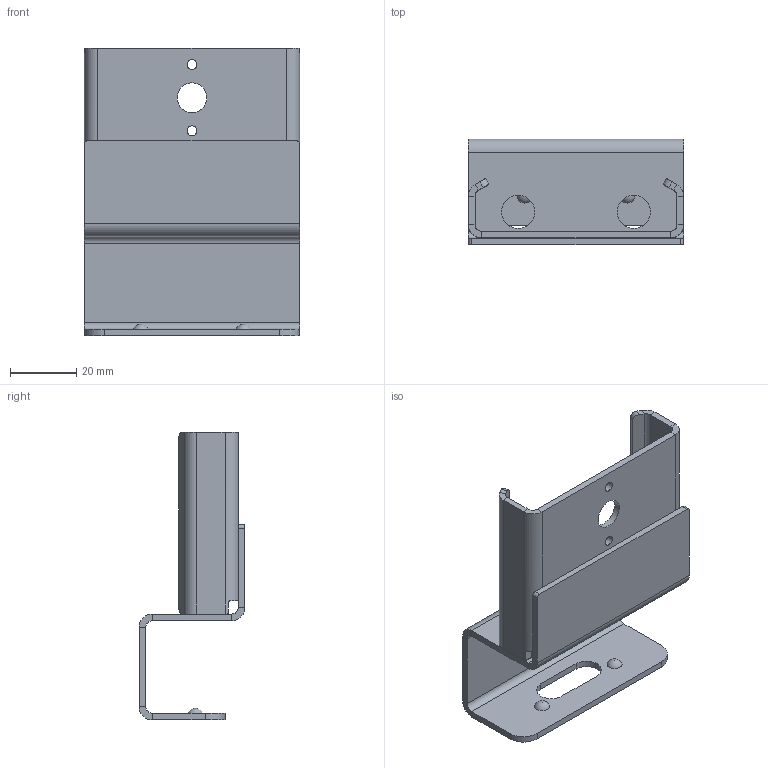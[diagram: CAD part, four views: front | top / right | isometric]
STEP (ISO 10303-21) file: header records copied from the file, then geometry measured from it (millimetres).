
FILE_DESCRIPTION((''),'2;1');
FILE_NAME('86220- poprawione.stp','2020-07-15T15:10:54',('trakoczy'),(''),'Autodesk Inventor 2013','Autodesk Inventor 2013','');
FILE_SCHEMA(('AUTOMOTIVE_DESIGN { 1 0 10303 214 1 1 1 1 }'));
Length unit declared in the file: millimetre
Products named in the file (3): 86220; 86220-I; 86220- II
Assembly tree (2 placements, depth 2):
  86220
    86220-I
    86220- II
Bounding box: 65 x 32 x 87 mm (x, y, z)
Volume: 23478.5 mm3; surface area: 25150.4 mm2
Topology: 2 solids, 2 shells, 99 faces, 227 edges, 134 vertices
Faces by surface type: plane 60, cylinder 33, sphere 2, bspline 2, torus 2
Full cylindrical faces by diameter (mm): 3 x2, 9 x1, 10 x2
Entity records: 2850 total; most frequent: CARTESIAN_POINT 570, DIRECTION 478, ORIENTED_EDGE 424, EDGE_CURVE 212, AXIS2_PLACEMENT_3D 172, VECTOR 134, LINE 134, VERTEX_POINT 130
